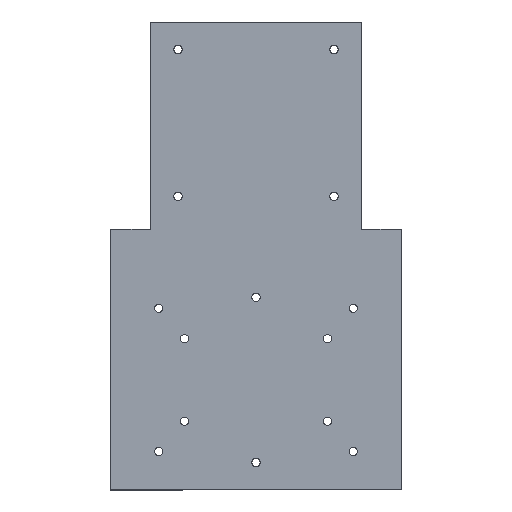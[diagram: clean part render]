
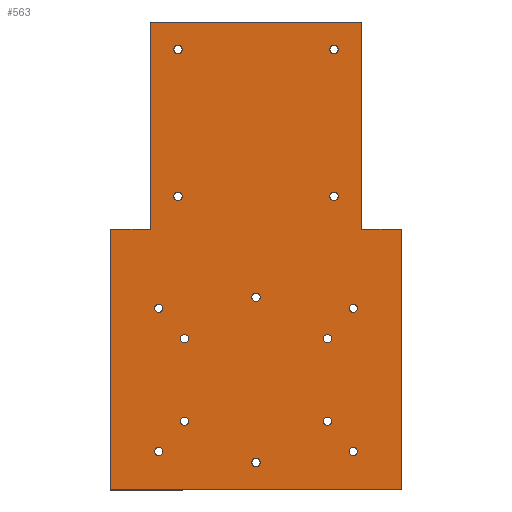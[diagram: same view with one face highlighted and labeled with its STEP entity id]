
A CAD part, top view. The second image highlights one B-rep face of the part: STEP entity #563.
In plain terms, the highlighted planar face has unit normal (0, 0, 1).
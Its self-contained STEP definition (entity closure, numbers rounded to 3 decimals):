
#56=FACE_BOUND('',#142,.T.);
#57=FACE_BOUND('',#143,.T.);
#58=FACE_BOUND('',#144,.T.);
#59=FACE_BOUND('',#145,.T.);
#60=FACE_BOUND('',#146,.T.);
#61=FACE_BOUND('',#147,.T.);
#62=FACE_BOUND('',#148,.T.);
#63=FACE_BOUND('',#149,.T.);
#64=FACE_BOUND('',#150,.T.);
#65=FACE_BOUND('',#151,.T.);
#66=FACE_BOUND('',#152,.T.);
#67=FACE_BOUND('',#153,.T.);
#68=FACE_BOUND('',#154,.T.);
#69=FACE_BOUND('',#155,.T.);
#79=PLANE('',#629);
#103=FACE_OUTER_BOUND('',#141,.T.);
#141=EDGE_LOOP('',(#504,#505,#506,#507,#508,#509,#510,#511));
#142=EDGE_LOOP('',(#512));
#143=EDGE_LOOP('',(#513));
#144=EDGE_LOOP('',(#514));
#145=EDGE_LOOP('',(#515));
#146=EDGE_LOOP('',(#516));
#147=EDGE_LOOP('',(#517));
#148=EDGE_LOOP('',(#518));
#149=EDGE_LOOP('',(#519));
#150=EDGE_LOOP('',(#520));
#151=EDGE_LOOP('',(#521));
#152=EDGE_LOOP('',(#522));
#153=EDGE_LOOP('',(#523));
#154=EDGE_LOOP('',(#524));
#155=EDGE_LOOP('',(#525));
#173=LINE('',#879,#223);
#175=LINE('',#885,#225);
#178=LINE('',#890,#228);
#182=LINE('',#897,#232);
#185=LINE('',#903,#235);
#188=LINE('',#909,#238);
#191=LINE('',#916,#241);
#193=LINE('',#919,#243);
#223=VECTOR('',#735,10.);
#225=VECTOR('',#739,10.);
#228=VECTOR('',#744,10.);
#232=VECTOR('',#750,4.32);
#235=VECTOR('',#755,10.);
#238=VECTOR('',#760,4.32);
#241=VECTOR('',#767,4.32);
#243=VECTOR('',#771,10.);
#256=CIRCLE('',#579,2.25);
#258=CIRCLE('',#582,2.25);
#260=CIRCLE('',#585,2.25);
#262=CIRCLE('',#588,2.25);
#264=CIRCLE('',#591,2.25);
#266=CIRCLE('',#594,2.25);
#268=CIRCLE('',#597,2.25);
#270=CIRCLE('',#600,2.25);
#272=CIRCLE('',#603,2.25);
#274=CIRCLE('',#606,2.25);
#276=CIRCLE('',#609,2.25);
#278=CIRCLE('',#612,2.25);
#280=CIRCLE('',#615,2.25);
#282=CIRCLE('',#618,2.25);
#284=VERTEX_POINT('',#788);
#286=VERTEX_POINT('',#794);
#288=VERTEX_POINT('',#800);
#290=VERTEX_POINT('',#806);
#292=VERTEX_POINT('',#812);
#294=VERTEX_POINT('',#818);
#296=VERTEX_POINT('',#824);
#298=VERTEX_POINT('',#830);
#300=VERTEX_POINT('',#836);
#302=VERTEX_POINT('',#842);
#304=VERTEX_POINT('',#848);
#306=VERTEX_POINT('',#854);
#308=VERTEX_POINT('',#860);
#310=VERTEX_POINT('',#866);
#312=VERTEX_POINT('',#872);
#315=VERTEX_POINT('',#877);
#317=VERTEX_POINT('',#882);
#318=VERTEX_POINT('',#884);
#321=VERTEX_POINT('',#895);
#323=VERTEX_POINT('',#901);
#325=VERTEX_POINT('',#907);
#327=VERTEX_POINT('',#915);
#328=EDGE_CURVE('',#284,#284,#256,.T.);
#331=EDGE_CURVE('',#286,#286,#258,.T.);
#334=EDGE_CURVE('',#288,#288,#260,.T.);
#337=EDGE_CURVE('',#290,#290,#262,.T.);
#340=EDGE_CURVE('',#292,#292,#264,.T.);
#343=EDGE_CURVE('',#294,#294,#266,.T.);
#346=EDGE_CURVE('',#296,#296,#268,.T.);
#349=EDGE_CURVE('',#298,#298,#270,.T.);
#352=EDGE_CURVE('',#300,#300,#272,.T.);
#355=EDGE_CURVE('',#302,#302,#274,.T.);
#358=EDGE_CURVE('',#304,#304,#276,.T.);
#361=EDGE_CURVE('',#306,#306,#278,.T.);
#364=EDGE_CURVE('',#308,#308,#280,.T.);
#367=EDGE_CURVE('',#310,#310,#282,.T.);
#373=EDGE_CURVE('',#312,#315,#173,.T.);
#375=EDGE_CURVE('',#317,#318,#175,.T.);
#378=EDGE_CURVE('',#318,#315,#178,.T.);
#382=EDGE_CURVE('',#317,#321,#182,.T.);
#385=EDGE_CURVE('',#321,#323,#185,.T.);
#388=EDGE_CURVE('',#323,#325,#188,.T.);
#391=EDGE_CURVE('',#327,#312,#191,.T.);
#393=EDGE_CURVE('',#325,#327,#193,.T.);
#504=ORIENTED_EDGE('',*,*,#388,.T.);
#505=ORIENTED_EDGE('',*,*,#393,.T.);
#506=ORIENTED_EDGE('',*,*,#391,.T.);
#507=ORIENTED_EDGE('',*,*,#373,.T.);
#508=ORIENTED_EDGE('',*,*,#378,.F.);
#509=ORIENTED_EDGE('',*,*,#375,.F.);
#510=ORIENTED_EDGE('',*,*,#382,.T.);
#511=ORIENTED_EDGE('',*,*,#385,.T.);
#512=ORIENTED_EDGE('',*,*,#328,.T.);
#513=ORIENTED_EDGE('',*,*,#331,.T.);
#514=ORIENTED_EDGE('',*,*,#334,.T.);
#515=ORIENTED_EDGE('',*,*,#337,.T.);
#516=ORIENTED_EDGE('',*,*,#340,.T.);
#517=ORIENTED_EDGE('',*,*,#343,.T.);
#518=ORIENTED_EDGE('',*,*,#346,.T.);
#519=ORIENTED_EDGE('',*,*,#349,.T.);
#520=ORIENTED_EDGE('',*,*,#352,.T.);
#521=ORIENTED_EDGE('',*,*,#355,.T.);
#522=ORIENTED_EDGE('',*,*,#358,.T.);
#523=ORIENTED_EDGE('',*,*,#361,.T.);
#524=ORIENTED_EDGE('',*,*,#364,.T.);
#525=ORIENTED_EDGE('',*,*,#367,.T.);
#563=ADVANCED_FACE('',(#103,#56,#57,#58,#59,#60,#61,#62,#63,#64,#65,#66,
#67,#68,#69),#79,.T.);
#579=AXIS2_PLACEMENT_3D('',#789,#634,#635);
#582=AXIS2_PLACEMENT_3D('',#795,#641,#642);
#585=AXIS2_PLACEMENT_3D('',#801,#648,#649);
#588=AXIS2_PLACEMENT_3D('',#807,#655,#656);
#591=AXIS2_PLACEMENT_3D('',#813,#662,#663);
#594=AXIS2_PLACEMENT_3D('',#819,#669,#670);
#597=AXIS2_PLACEMENT_3D('',#825,#676,#677);
#600=AXIS2_PLACEMENT_3D('',#831,#683,#684);
#603=AXIS2_PLACEMENT_3D('',#837,#690,#691);
#606=AXIS2_PLACEMENT_3D('',#843,#697,#698);
#609=AXIS2_PLACEMENT_3D('',#849,#704,#705);
#612=AXIS2_PLACEMENT_3D('',#855,#711,#712);
#615=AXIS2_PLACEMENT_3D('',#861,#718,#719);
#618=AXIS2_PLACEMENT_3D('',#867,#725,#726);
#629=AXIS2_PLACEMENT_3D('',#920,#772,#773);
#634=DIRECTION('center_axis',(0.,0.,-1.));
#635=DIRECTION('ref_axis',(0.,-1.,0.));
#641=DIRECTION('center_axis',(0.,0.,-1.));
#642=DIRECTION('ref_axis',(0.,-1.,0.));
#648=DIRECTION('center_axis',(0.,0.,-1.));
#649=DIRECTION('ref_axis',(0.,-1.,0.));
#655=DIRECTION('center_axis',(0.,0.,-1.));
#656=DIRECTION('ref_axis',(0.,-1.,0.));
#662=DIRECTION('center_axis',(0.,0.,-1.));
#663=DIRECTION('ref_axis',(0.,-1.,0.));
#669=DIRECTION('center_axis',(0.,0.,-1.));
#670=DIRECTION('ref_axis',(0.,-1.,0.));
#676=DIRECTION('center_axis',(0.,0.,-1.));
#677=DIRECTION('ref_axis',(0.,-1.,0.));
#683=DIRECTION('center_axis',(0.,0.,-1.));
#684=DIRECTION('ref_axis',(0.,-1.,0.));
#690=DIRECTION('center_axis',(0.,0.,-1.));
#691=DIRECTION('ref_axis',(0.,-1.,0.));
#697=DIRECTION('center_axis',(0.,0.,-1.));
#698=DIRECTION('ref_axis',(0.,-1.,0.));
#704=DIRECTION('center_axis',(0.,0.,-1.));
#705=DIRECTION('ref_axis',(0.,-1.,0.));
#711=DIRECTION('center_axis',(0.,0.,-1.));
#712=DIRECTION('ref_axis',(0.,-1.,0.));
#718=DIRECTION('center_axis',(0.,0.,-1.));
#719=DIRECTION('ref_axis',(0.,-1.,0.));
#725=DIRECTION('center_axis',(0.,0.,-1.));
#726=DIRECTION('ref_axis',(0.,-1.,0.));
#735=DIRECTION('',(0.,1.,0.));
#739=DIRECTION('',(0.,1.,0.));
#744=DIRECTION('',(1.,0.,0.));
#750=DIRECTION('',(-1.,0.,0.));
#755=DIRECTION('',(0.,-1.,0.));
#760=DIRECTION('',(1.,0.,0.));
#767=DIRECTION('',(-1.,0.,0.));
#771=DIRECTION('',(0.,1.,0.));
#772=DIRECTION('center_axis',(0.,0.,1.));
#773=DIRECTION('ref_axis',(0.,1.,0.));
#788=CARTESIAN_POINT('',(132.286,101.25,0.));
#789=CARTESIAN_POINT('Origin',(132.286,99.,0.));
#794=CARTESIAN_POINT('',(40.315,39.75,0.));
#795=CARTESIAN_POINT('Origin',(40.315,37.5,0.));
#800=CARTESIAN_POINT('',(26.286,23.25,0.));
#801=CARTESIAN_POINT('Origin',(26.286,21.,0.));
#806=CARTESIAN_POINT('',(40.315,84.75,0.));
#807=CARTESIAN_POINT('Origin',(40.315,82.5,0.));
#812=CARTESIAN_POINT('',(132.286,23.25,0.));
#813=CARTESIAN_POINT('Origin',(132.286,21.,0.));
#818=CARTESIAN_POINT('',(118.257,84.75,0.));
#819=CARTESIAN_POINT('Origin',(118.257,82.5,0.));
#824=CARTESIAN_POINT('',(79.286,17.25,0.));
#825=CARTESIAN_POINT('Origin',(79.286,15.,0.));
#830=CARTESIAN_POINT('',(26.286,101.25,0.));
#831=CARTESIAN_POINT('Origin',(26.286,99.,0.));
#836=CARTESIAN_POINT('',(79.286,107.25,0.));
#837=CARTESIAN_POINT('Origin',(79.286,105.,0.));
#842=CARTESIAN_POINT('',(118.257,39.75,0.));
#843=CARTESIAN_POINT('Origin',(118.257,37.5,0.));
#848=CARTESIAN_POINT('',(36.786,242.25,0.));
#849=CARTESIAN_POINT('Origin',(36.786,240.,0.));
#854=CARTESIAN_POINT('',(121.786,242.25,0.));
#855=CARTESIAN_POINT('Origin',(121.786,240.,0.));
#860=CARTESIAN_POINT('',(36.786,162.25,0.));
#861=CARTESIAN_POINT('Origin',(36.786,160.,0.));
#866=CARTESIAN_POINT('',(121.786,162.25,0.));
#867=CARTESIAN_POINT('Origin',(121.786,160.,0.));
#872=CARTESIAN_POINT('',(136.786,142.,0.));
#877=CARTESIAN_POINT('',(136.786,255.,0.));
#879=CARTESIAN_POINT('',(136.786,142.,0.));
#882=CARTESIAN_POINT('',(21.786,142.,0.));
#884=CARTESIAN_POINT('',(21.786,255.,0.));
#885=CARTESIAN_POINT('',(21.786,142.,0.));
#890=CARTESIAN_POINT('',(15.786,255.,0.));
#895=CARTESIAN_POINT('',(0.,142.,0.));
#897=CARTESIAN_POINT('',(28.572,142.,0.));
#901=CARTESIAN_POINT('',(0.,0.,0.));
#903=CARTESIAN_POINT('',(0.,0.,0.));
#907=CARTESIAN_POINT('',(158.572,0.,0.));
#909=CARTESIAN_POINT('',(130.,0.,0.));
#915=CARTESIAN_POINT('',(158.572,142.,0.));
#916=CARTESIAN_POINT('',(143.572,142.,0.));
#919=CARTESIAN_POINT('',(158.572,142.,0.));
#920=CARTESIAN_POINT('Origin',(79.286,71.,0.));
